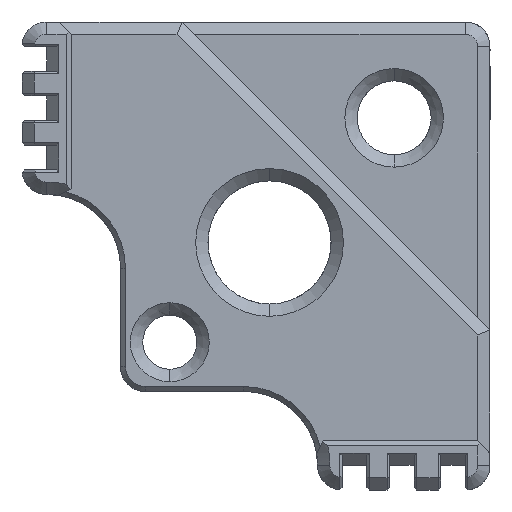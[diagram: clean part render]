
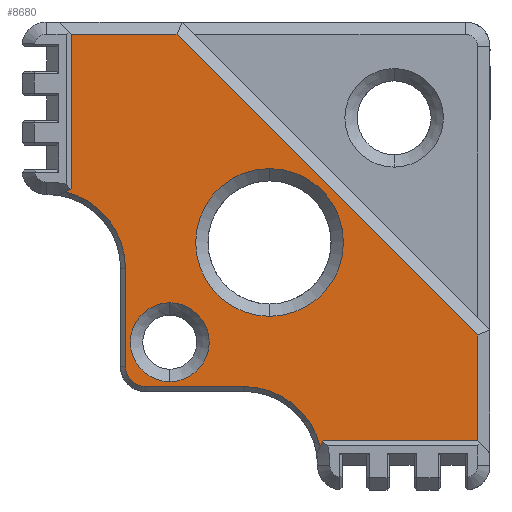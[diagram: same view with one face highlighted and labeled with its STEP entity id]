
A CAD part, front view. The second image highlights one B-rep face of the part: STEP entity #8680.
In plain terms, the highlighted planar face has unit normal (0, -1, 0).
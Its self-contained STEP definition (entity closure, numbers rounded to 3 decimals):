
#28 = ORIENTED_EDGE ( 'NONE', *, *, #10782, .T. ) ;
#120 = EDGE_LOOP ( 'NONE', ( #2294, #13721 ) ) ;
#189 = ORIENTED_EDGE ( 'NONE', *, *, #10128, .T. ) ;
#269 = DIRECTION ( 'NONE',  ( -0.902, 0., -0.431 ) ) ;
#360 = CARTESIAN_POINT ( 'NONE',  ( -0.5, -13., -5.3 ) ) ;
#427 = VERTEX_POINT ( 'NONE', #6849 ) ;
#510 = DIRECTION ( 'NONE',  ( 0., 1., 0. ) ) ;
#551 = DIRECTION ( 'NONE',  ( 0., 0., 1. ) ) ;
#657 = CIRCLE ( 'NONE', #9576, 0.8 ) ;
#1196 = CARTESIAN_POINT ( 'NONE',  ( -4.5, -13., -5.3 ) ) ;
#1203 = DIRECTION ( 'NONE',  ( -1., 0., 0. ) ) ;
#1236 = VERTEX_POINT ( 'NONE', #4372 ) ;
#1244 = CARTESIAN_POINT ( 'NONE',  ( -7.5, -13., 2.72 ) ) ;
#1276 = CARTESIAN_POINT ( 'NONE',  ( 9., -13., -7.5 ) ) ;
#1329 = DIRECTION ( 'NONE',  ( 0., 0., -1. ) ) ;
#1359 = CARTESIAN_POINT ( 'NONE',  ( -5.3, -13., -4.5 ) ) ;
#1439 = CIRCLE ( 'NONE', #6062, 1.6 ) ;
#1535 = DIRECTION ( 'NONE',  ( 1., 0., 0. ) ) ;
#1547 = DIRECTION ( 'NONE',  ( 0., 1., 0. ) ) ;
#1688 = DIRECTION ( 'NONE',  ( 0., 0., -1. ) ) ;
#1987 = EDGE_CURVE ( 'NONE', #8755, #5229, #5787, .T. ) ;
#2185 = CARTESIAN_POINT ( 'NONE',  ( 0.55, -13., 3.55 ) ) ;
#2294 = ORIENTED_EDGE ( 'NONE', *, *, #9037, .T. ) ;
#2397 = EDGE_CURVE ( 'NONE', #1236, #13469, #5775, .T. ) ;
#2601 = FACE_OUTER_BOUND ( 'NONE', #9030, .T. ) ;
#2694 = DIRECTION ( 'NONE',  ( 0., 0., -1. ) ) ;
#2790 = DIRECTION ( 'NONE',  ( 0., -1., 0. ) ) ;
#2893 = ORIENTED_EDGE ( 'NONE', *, *, #11332, .T. ) ;
#2905 = CARTESIAN_POINT ( 'NONE',  ( -7.5, -13., 9. ) ) ;
#3026 = CARTESIAN_POINT ( 'NONE',  ( 2.72, -13., -7.5 ) ) ;
#3087 = EDGE_CURVE ( 'NONE', #13469, #6638, #4866, .T. ) ;
#3473 = CARTESIAN_POINT ( 'NONE',  ( 9., -13., 0. ) ) ;
#3493 = DIRECTION ( 'NONE',  ( 0., 1., 0. ) ) ;
#3499 = EDGE_LOOP ( 'NONE', ( #13618, #6875 ) ) ;
#3540 = ORIENTED_EDGE ( 'NONE', *, *, #11606, .F. ) ;
#3617 = VECTOR ( 'NONE', #1535, 1000. ) ;
#3728 = ORIENTED_EDGE ( 'NONE', *, *, #3087, .T. ) ;
#3771 = ORIENTED_EDGE ( 'NONE', *, *, #2397, .T. ) ;
#3909 = DIRECTION ( 'NONE',  ( -1., 0., 0. ) ) ;
#3934 = VERTEX_POINT ( 'NONE', #14163 ) ;
#4132 = AXIS2_PLACEMENT_3D ( 'NONE', #5642, #3493, #13574 ) ;
#4141 = LINE ( 'NONE', #360, #3617 ) ;
#4177 = FACE_BOUND ( 'NONE', #3499, .T. ) ;
#4246 = CARTESIAN_POINT ( 'NONE',  ( -7.736, -13., 2.607 ) ) ;
#4372 = CARTESIAN_POINT ( 'NONE',  ( 9., -13., -3.207 ) ) ;
#4631 = CARTESIAN_POINT ( 'NONE',  ( 0.55, -13., 0.55 ) ) ;
#4673 = CARTESIAN_POINT ( 'NONE',  ( -7.5, -13., 2.72 ) ) ;
#4866 = LINE ( 'NONE', #6168, #9678 ) ;
#4893 = VECTOR ( 'NONE', #1203, 1000. ) ;
#5082 = VECTOR ( 'NONE', #6397, 1000. ) ;
#5134 = DIRECTION ( 'NONE',  ( 0., -1., 0. ) ) ;
#5168 = ORIENTED_EDGE ( 'NONE', *, *, #6519, .F. ) ;
#5229 = VERTEX_POINT ( 'NONE', #9201 ) ;
#5238 = AXIS2_PLACEMENT_3D ( 'NONE', #10246, #5570, #7853 ) ;
#5265 = EDGE_CURVE ( 'NONE', #6317, #11867, #657, .T. ) ;
#5275 = EDGE_CURVE ( 'NONE', #8909, #427, #5531, .T. ) ;
#5531 = CIRCLE ( 'NONE', #10325, 3.2 ) ;
#5570 = DIRECTION ( 'NONE',  ( 0., 1., 0. ) ) ;
#5642 = CARTESIAN_POINT ( 'NONE',  ( -0.5, -13., -8.5 ) ) ;
#5647 = VERTEX_POINT ( 'NONE', #1276 ) ;
#5703 = AXIS2_PLACEMENT_3D ( 'NONE', #6035, #1547, #11621 ) ;
#5775 = LINE ( 'NONE', #7362, #13352 ) ;
#5787 = LINE ( 'NONE', #3026, #5082 ) ;
#5981 = DIRECTION ( 'NONE',  ( 0., 0., -1. ) ) ;
#6031 = EDGE_CURVE ( 'NONE', #12515, #6454, #1439, .T. ) ;
#6035 = CARTESIAN_POINT ( 'NONE',  ( -3.5, -13., -3.5 ) ) ;
#6062 = AXIS2_PLACEMENT_3D ( 'NONE', #8102, #10442, #2694 ) ;
#6168 = CARTESIAN_POINT ( 'NONE',  ( 0., -13., 9. ) ) ;
#6317 = VERTEX_POINT ( 'NONE', #6890 ) ;
#6397 = DIRECTION ( 'NONE',  ( 0.431, 0., 0.902 ) ) ;
#6454 = VERTEX_POINT ( 'NONE', #12160 ) ;
#6519 = EDGE_CURVE ( 'NONE', #5647, #5229, #13017, .T. ) ;
#6638 = VERTEX_POINT ( 'NONE', #2905 ) ;
#6830 = VERTEX_POINT ( 'NONE', #11414 ) ;
#6849 = CARTESIAN_POINT ( 'NONE',  ( -5.3, -13., -0.5 ) ) ;
#6875 = ORIENTED_EDGE ( 'NONE', *, *, #9748, .T. ) ;
#6890 = CARTESIAN_POINT ( 'NONE',  ( -5.3, -13., -4.5 ) ) ;
#6951 = VECTOR ( 'NONE', #551, 1000. ) ;
#6992 = PLANE ( 'NONE',  #10166 ) ;
#7167 = ORIENTED_EDGE ( 'NONE', *, *, #1987, .T. ) ;
#7362 = CARTESIAN_POINT ( 'NONE',  ( 2.896, -13., 2.896 ) ) ;
#7634 = LINE ( 'NONE', #1359, #12583 ) ;
#7839 = DIRECTION ( 'NONE',  ( 0., 1., 0. ) ) ;
#7850 = VECTOR ( 'NONE', #269, 1000. ) ;
#7853 = DIRECTION ( 'NONE',  ( 0., 0., -1. ) ) ;
#8020 = LINE ( 'NONE', #1244, #7850 ) ;
#8093 = ORIENTED_EDGE ( 'NONE', *, *, #5275, .T. ) ;
#8102 = CARTESIAN_POINT ( 'NONE',  ( -3.5, -13., -3.5 ) ) ;
#8281 = ORIENTED_EDGE ( 'NONE', *, *, #10559, .T. ) ;
#8623 = EDGE_CURVE ( 'NONE', #14425, #3934, #9662, .T. ) ;
#8680 = ADVANCED_FACE ( 'NONE', ( #4177, #2601, #11591 ), #6992, .T. ) ;
#8708 = CARTESIAN_POINT ( 'NONE',  ( 2.607, -13., -7.736 ) ) ;
#8755 = VERTEX_POINT ( 'NONE', #8708 ) ;
#8888 = VECTOR ( 'NONE', #11667, 1000. ) ;
#8909 = VERTEX_POINT ( 'NONE', #4246 ) ;
#8921 = CARTESIAN_POINT ( 'NONE',  ( 9.5, -13., -7.5 ) ) ;
#8952 = CIRCLE ( 'NONE', #11657, 3. ) ;
#9030 = EDGE_LOOP ( 'NONE', ( #8281, #8093, #10781, #13113, #28, #2893, #7167, #5168, #189, #3771, #3728, #3540 ) ) ;
#9037 = EDGE_CURVE ( 'NONE', #3934, #14425, #8952, .T. ) ;
#9099 = LINE ( 'NONE', #3473, #6951 ) ;
#9201 = CARTESIAN_POINT ( 'NONE',  ( 2.72, -13., -7.5 ) ) ;
#9253 = CARTESIAN_POINT ( 'NONE',  ( 0., -13., 0. ) ) ;
#9504 = CARTESIAN_POINT ( 'NONE',  ( -8.5, -13., -0.5 ) ) ;
#9576 = AXIS2_PLACEMENT_3D ( 'NONE', #13016, #5134, #1688 ) ;
#9577 = CARTESIAN_POINT ( 'NONE',  ( -7.5, -13., 2.098 ) ) ;
#9653 = CIRCLE ( 'NONE', #5703, 1.6 ) ;
#9662 = CIRCLE ( 'NONE', #5238, 3. ) ;
#9678 = VECTOR ( 'NONE', #3909, 1000. ) ;
#9748 = EDGE_CURVE ( 'NONE', #6454, #12515, #9653, .T. ) ;
#10128 = EDGE_CURVE ( 'NONE', #5647, #1236, #9099, .T. ) ;
#10166 = AXIS2_PLACEMENT_3D ( 'NONE', #9253, #2790, #12872 ) ;
#10246 = CARTESIAN_POINT ( 'NONE',  ( 0.55, -13., 0.55 ) ) ;
#10325 = AXIS2_PLACEMENT_3D ( 'NONE', #9504, #510, #11746 ) ;
#10420 = VERTEX_POINT ( 'NONE', #4673 ) ;
#10442 = DIRECTION ( 'NONE',  ( 0., 1., 0. ) ) ;
#10559 = EDGE_CURVE ( 'NONE', #10420, #8909, #8020, .T. ) ;
#10688 = CIRCLE ( 'NONE', #4132, 3.2 ) ;
#10781 = ORIENTED_EDGE ( 'NONE', *, *, #11504, .T. ) ;
#10782 = EDGE_CURVE ( 'NONE', #11867, #6830, #4141, .T. ) ;
#11332 = EDGE_CURVE ( 'NONE', #6830, #8755, #10688, .T. ) ;
#11414 = CARTESIAN_POINT ( 'NONE',  ( -0.5, -13., -5.3 ) ) ;
#11504 = EDGE_CURVE ( 'NONE', #427, #6317, #7634, .T. ) ;
#11526 = LINE ( 'NONE', #9577, #8888 ) ;
#11591 = FACE_BOUND ( 'NONE', #120, .T. ) ;
#11606 = EDGE_CURVE ( 'NONE', #10420, #6638, #11526, .T. ) ;
#11621 = DIRECTION ( 'NONE',  ( 0., 0., -1. ) ) ;
#11657 = AXIS2_PLACEMENT_3D ( 'NONE', #4631, #7839, #1329 ) ;
#11667 = DIRECTION ( 'NONE',  ( 0., 0., 1. ) ) ;
#11746 = DIRECTION ( 'NONE',  ( 0., 0., -1. ) ) ;
#11867 = VERTEX_POINT ( 'NONE', #1196 ) ;
#12160 = CARTESIAN_POINT ( 'NONE',  ( -3.5, -13., -1.9 ) ) ;
#12515 = VERTEX_POINT ( 'NONE', #13740 ) ;
#12583 = VECTOR ( 'NONE', #5981, 1000. ) ;
#12872 = DIRECTION ( 'NONE',  ( 0., 0., 1. ) ) ;
#13016 = CARTESIAN_POINT ( 'NONE',  ( -4.5, -13., -4.5 ) ) ;
#13017 = LINE ( 'NONE', #8921, #4893 ) ;
#13038 = DIRECTION ( 'NONE',  ( -0.707, 0., 0.707 ) ) ;
#13113 = ORIENTED_EDGE ( 'NONE', *, *, #5265, .T. ) ;
#13352 = VECTOR ( 'NONE', #13038, 1000. ) ;
#13469 = VERTEX_POINT ( 'NONE', #13797 ) ;
#13574 = DIRECTION ( 'NONE',  ( 0., 0., -1. ) ) ;
#13618 = ORIENTED_EDGE ( 'NONE', *, *, #6031, .T. ) ;
#13721 = ORIENTED_EDGE ( 'NONE', *, *, #8623, .T. ) ;
#13740 = CARTESIAN_POINT ( 'NONE',  ( -3.5, -13., -5.1 ) ) ;
#13797 = CARTESIAN_POINT ( 'NONE',  ( -3.207, -13., 9. ) ) ;
#14163 = CARTESIAN_POINT ( 'NONE',  ( 0.55, -13., -2.45 ) ) ;
#14425 = VERTEX_POINT ( 'NONE', #2185 ) ;
